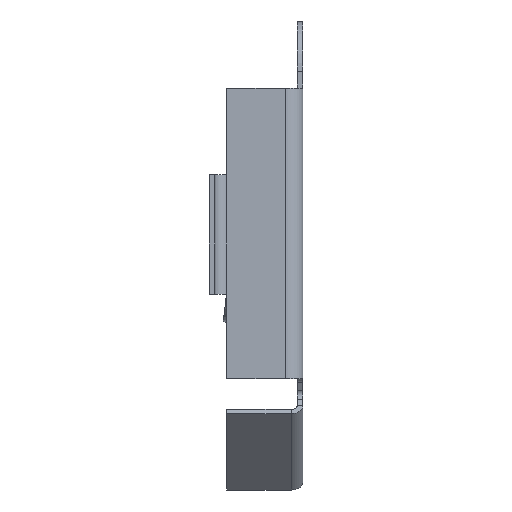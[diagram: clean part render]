
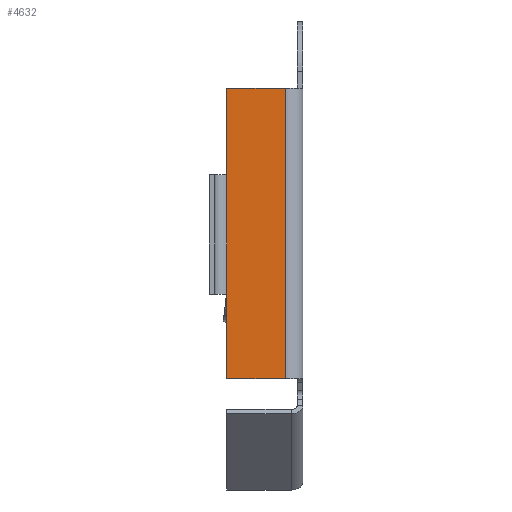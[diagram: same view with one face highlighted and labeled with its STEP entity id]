
A CAD part, front view. The second image highlights one B-rep face of the part: STEP entity #4632.
In plain terms, the highlighted planar face has unit normal (0, -1, 0).
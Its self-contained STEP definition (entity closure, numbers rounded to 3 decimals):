
#1682=DIRECTION('',(0.,0.,-1.));
#1683=VECTOR('',#1682,12.38);
#1684=CARTESIAN_POINT('',(-0.75,-10.55,12.13));
#1685=LINE('',#1684,#1683);
#1705=DIRECTION('',(0.,0.,1.));
#1706=VECTOR('',#1705,5.1);
#1707=CARTESIAN_POINT('',(-3.25,-10.55,3.35));
#1708=LINE('',#1707,#1706);
#1712=DIRECTION('',(0.,0.,-1.));
#1713=VECTOR('',#1712,3.68);
#1714=CARTESIAN_POINT('',(-3.25,-10.55,12.13));
#1715=LINE('',#1714,#1713);
#1719=DIRECTION('',(-1.,0.,0.));
#1720=VECTOR('',#1719,2.5);
#1721=CARTESIAN_POINT('',(-0.75,-10.55,12.13));
#1722=LINE('',#1721,#1720);
#1726=DIRECTION('',(1.,0.,0.));
#1727=VECTOR('',#1726,2.5);
#1728=CARTESIAN_POINT('',(-3.25,-10.55,-0.25));
#1729=LINE('',#1728,#1727);
#1733=DIRECTION('',(0.,0.,-1.));
#1734=VECTOR('',#1733,3.6);
#1735=CARTESIAN_POINT('',(-3.25,-10.55,3.35));
#1736=LINE('',#1735,#1734);
#3016=CARTESIAN_POINT('',(-3.25,-10.55,-0.25));
#3018=VERTEX_POINT('',#3016);
#3024=CARTESIAN_POINT('',(-3.25,-10.55,12.13));
#3026=VERTEX_POINT('',#3024);
#3072=CARTESIAN_POINT('',(-0.75,-10.55,12.13));
#3073=VERTEX_POINT('',#3072);
#3074=CARTESIAN_POINT('',(-0.75,-10.55,-0.25));
#3075=VERTEX_POINT('',#3074);
#3160=CARTESIAN_POINT('',(-3.25,-10.55,8.45));
#3161=VERTEX_POINT('',#3160);
#3162=CARTESIAN_POINT('',(-3.25,-10.55,3.35));
#3163=VERTEX_POINT('',#3162);
#4617=CARTESIAN_POINT('',(9.57,-10.55,0.));
#4618=DIRECTION('',(0.,-1.,0.));
#4619=DIRECTION('',(-1.,0.,0.));
#4620=AXIS2_PLACEMENT_3D('',#4617,#4618,#4619);
#4621=PLANE('',#4620);
#4623=ORIENTED_EDGE('',*,*,#4622,.T.);
#4624=ORIENTED_EDGE('',*,*,#4068,.F.);
#4625=ORIENTED_EDGE('',*,*,#4080,.F.);
#4626=ORIENTED_EDGE('',*,*,#4609,.T.);
#4627=ORIENTED_EDGE('',*,*,#3970,.F.);
#4629=ORIENTED_EDGE('',*,*,#4628,.F.);
#4630=EDGE_LOOP('',(#4623,#4624,#4625,#4626,#4627,#4629));
#4631=FACE_OUTER_BOUND('',#4630,.F.);
#3970=EDGE_CURVE('',#3018,#3075,#1729,.T.);
#4068=EDGE_CURVE('',#3026,#3161,#1715,.T.);
#4080=EDGE_CURVE('',#3073,#3026,#1722,.T.);
#4609=EDGE_CURVE('',#3073,#3075,#1685,.T.);
#4622=EDGE_CURVE('',#3163,#3161,#1708,.T.);
#4628=EDGE_CURVE('',#3163,#3018,#1736,.T.);
#4632=ADVANCED_FACE('',(#4631),#4621,.T.);
